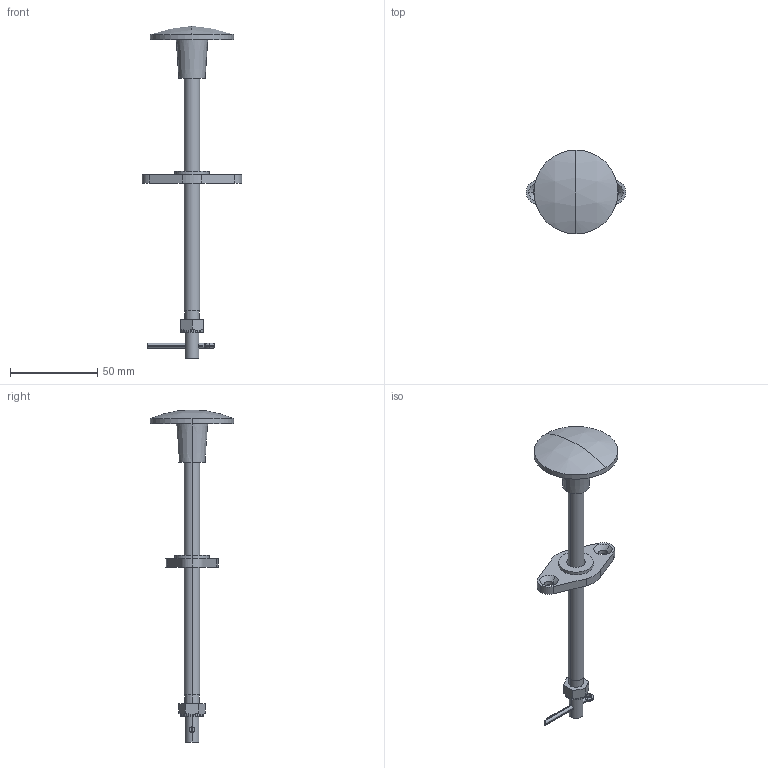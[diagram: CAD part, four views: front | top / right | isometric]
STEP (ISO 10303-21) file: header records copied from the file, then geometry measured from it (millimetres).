
FILE_DESCRIPTION (( 'STEP AP203' ), '1' );
FILE_NAME ('sone3D.STEP', '2016-08-03T03:56:46', ( '' ), ( '' ), 'SwSTEP 2.0', 'SolidWorks 2014', '' );
FILE_SCHEMA (( 'CONFIG_CONTROL_DESIGN' ));
Length unit declared in the file: millimetre
Products named in the file (5): FC-802フランジ_; FC-802押し棒__FC-802-2-5; FC-802割りピン_; FC-802Uナット_; sone3D
Assembly tree (4 placements, depth 2):
  sone3D
    FC-802フランジ_
    FC-802押し棒__FC-802-2-5
    FC-802割りピン_
    FC-802Uナット_
Bounding box: 57 x 48 x 190 mm (x, y, z)
Volume: 30830 mm3; surface area: 14216.3 mm2
Topology: 4 solids, 4 shells, 98 faces, 229 edges, 143 vertices
Faces by surface type: cylinder 43, plane 29, cone 12, torus 12, sphere 2
Entity records: 3512 total; most frequent: CARTESIAN_POINT 657, DIRECTION 543, ORIENTED_EDGE 458, EDGE_CURVE 229, AXIS2_PLACEMENT_3D 225, VERTEX_POINT 143, CIRCLE 120, EDGE_LOOP 112
